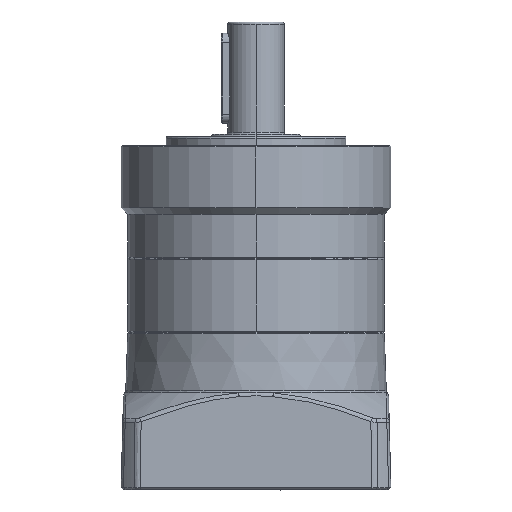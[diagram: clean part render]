
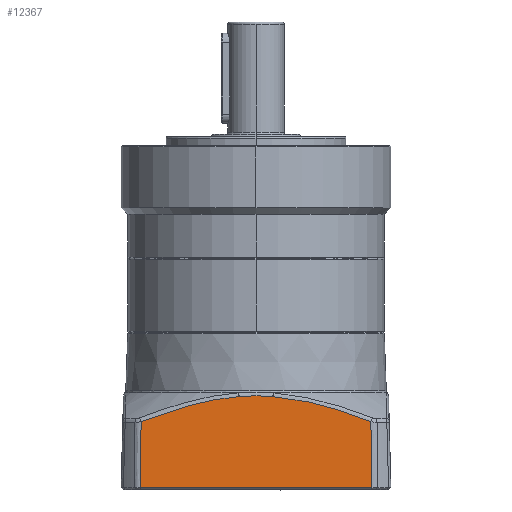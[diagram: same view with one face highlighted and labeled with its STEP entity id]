
A CAD part, left-side view. The second image highlights one B-rep face of the part: STEP entity #12367.
In plain terms, the highlighted face is planar.
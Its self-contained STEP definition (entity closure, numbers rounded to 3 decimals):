
#998 = ORIENTED_EDGE ( 'NONE', *, *, #22099, .T. ) ;
#1763 = CARTESIAN_POINT ( 'NONE',  ( 59.205, -7.212, -51.071 ) ) ;
#2020 = LINE ( 'NONE', #32430, #10980 ) ;
#2309 = CARTESIAN_POINT ( 'NONE',  ( 58.908, 4.11, -5.007 ) ) ;
#2408 = ORIENTED_EDGE ( 'NONE', *, *, #14477, .F. ) ;
#2882 = EDGE_LOOP ( 'NONE', ( #40983, #5201, #2408, #23342, #4579, #998 ) ) ;
#2979 = LINE ( 'NONE', #39610, #3025 ) ;
#3025 = VECTOR ( 'NONE', #39309, 1000. ) ;
#3265 = EDGE_CURVE ( 'NONE', #31977, #17975, #2020, .T. ) ;
#3370 = EDGE_CURVE ( 'NONE', #21448, #7118, #20910, .T. ) ;
#3487 = CARTESIAN_POINT ( 'NONE',  ( 58.904, 4.283, 2.508 ) ) ;
#4579 = ORIENTED_EDGE ( 'NONE', *, *, #12787, .T. ) ;
#5201 = ORIENTED_EDGE ( 'NONE', *, *, #13652, .F. ) ;
#5539 = DIRECTION ( 'NONE',  ( 0.026, -1., 0.01 ) ) ;
#5650 = CARTESIAN_POINT ( 'NONE',  ( 59.205, -7.212, 51.071 ) ) ;
#6001 = CARTESIAN_POINT ( 'NONE',  ( 59.205, -7.212, -51.071 ) ) ;
#6058 = CARTESIAN_POINT ( 'NONE',  ( 59.193, -6.777, -49.953 ) ) ;
#6094 = CARTESIAN_POINT ( 'NONE',  ( 59.179, -6.222, -48.51 ) ) ;
#6146 = CARTESIAN_POINT ( 'NONE',  ( 59.144, -4.907, -44.967 ) ) ;
#6211 = CARTESIAN_POINT ( 'NONE',  ( 59.124, -4.148, -42.867 ) ) ;
#6238 = CARTESIAN_POINT ( 'NONE',  ( 59.102, -3.309, -40.392 ) ) ;
#6291 = CARTESIAN_POINT ( 'NONE',  ( 59.102, -3.297, -40.358 ) ) ;
#6353 = CARTESIAN_POINT ( 'NONE',  ( 59.101, -3.272, -40.285 ) ) ;
#6385 = CARTESIAN_POINT ( 'NONE',  ( 59.1, -3.236, -40.177 ) ) ;
#6437 = CARTESIAN_POINT ( 'NONE',  ( 59.098, -3.151, -39.926 ) ) ;
#6576 = CARTESIAN_POINT ( 'NONE',  ( 59.094, -2.985, -39.429 ) ) ;
#6711 = CARTESIAN_POINT ( 'NONE',  ( 59.974, -36.615, -51.372 ) ) ;
#6857 = CARTESIAN_POINT ( 'NONE',  ( 59.085, -2.662, -38.457 ) ) ;
#6995 = CARTESIAN_POINT ( 'NONE',  ( 59.079, -2.404, -37.66 ) ) ;
#7118 = VERTEX_POINT ( 'NONE', #29303 ) ;
#7133 = CARTESIAN_POINT ( 'NONE',  ( 59.066, -1.909, -36.114 ) ) ;
#7253 = CARTESIAN_POINT ( 'NONE',  ( 59.058, -1.61, -35.149 ) ) ;
#7287 = CARTESIAN_POINT ( 'NONE',  ( 59.036, -0.797, -32.449 ) ) ;
#7393 = CARTESIAN_POINT ( 'NONE',  ( 59.025, -0.365, -30.912 ) ) ;
#7426 = CARTESIAN_POINT ( 'NONE',  ( 59.016, -0.021, -29.636 ) ) ;
#7537 = CARTESIAN_POINT ( 'NONE',  ( 59.016, -0.021, -29.634 ) ) ;
#7559 = CARTESIAN_POINT ( 'NONE',  ( 59.016, -0.019, -29.627 ) ) ;
#7678 = CARTESIAN_POINT ( 'NONE',  ( 59.016, -0.016, -29.616 ) ) ;
#7707 = CARTESIAN_POINT ( 'NONE',  ( 59.016, -0.009, -29.592 ) ) ;
#7819 = CARTESIAN_POINT ( 'NONE',  ( 59.016, 0.004, -29.541 ) ) ;
#7843 = CARTESIAN_POINT ( 'NONE',  ( 59.015, 0.032, -29.438 ) ) ;
#7961 = CARTESIAN_POINT ( 'NONE',  ( 59.013, 0.09, -29.222 ) ) ;
#8098 = CARTESIAN_POINT ( 'NONE',  ( 59.012, 0.143, -29.021 ) ) ;
#8122 = CARTESIAN_POINT ( 'NONE',  ( 59.009, 0.255, -28.597 ) ) ;
#8239 = CARTESIAN_POINT ( 'NONE',  ( 59.007, 0.336, -28.286 ) ) ;
#8271 = CARTESIAN_POINT ( 'NONE',  ( 59., 0.598, -27.266 ) ) ;
#8325 = CARTESIAN_POINT ( 'NONE',  ( 58.995, 0.797, -26.471 ) ) ;
#8377 = CARTESIAN_POINT ( 'NONE',  ( 58.978, 1.45, -23.736 ) ) ;
#8406 = CARTESIAN_POINT ( 'NONE',  ( 58.964, 1.961, -21.447 ) ) ;
#8459 = CARTESIAN_POINT ( 'NONE',  ( 58.951, 2.466, -18.665 ) ) ;
#8538 = CARTESIAN_POINT ( 'NONE',  ( 58.951, 2.468, -18.658 ) ) ;
#8592 = CARTESIAN_POINT ( 'NONE',  ( 58.951, 2.471, -18.641 ) ) ;
#8647 = CARTESIAN_POINT ( 'NONE',  ( 58.951, 2.476, -18.614 ) ) ;
#8672 = CARTESIAN_POINT ( 'NONE',  ( 58.951, 2.487, -18.552 ) ) ;
#8730 = CARTESIAN_POINT ( 'NONE',  ( 58.95, 2.509, -18.427 ) ) ;
#8796 = CARTESIAN_POINT ( 'NONE',  ( 58.949, 2.553, -18.18 ) ) ;
#8824 = CARTESIAN_POINT ( 'NONE',  ( 58.947, 2.64, -17.69 ) ) ;
#8886 = CARTESIAN_POINT ( 'NONE',  ( 58.942, 2.804, -16.726 ) ) ;
#8945 = CARTESIAN_POINT ( 'NONE',  ( 58.939, 2.931, -15.929 ) ) ;
#8978 = CARTESIAN_POINT ( 'NONE',  ( 58.933, 3.167, -14.374 ) ) ;
#9030 = CARTESIAN_POINT ( 'NONE',  ( 58.929, 3.303, -13.389 ) ) ;
#9085 = CARTESIAN_POINT ( 'NONE',  ( 58.92, 3.652, -10.594 ) ) ;
#9402 = CARTESIAN_POINT ( 'NONE',  ( 58.913, 3.919, -7.507 ) ) ;
#9475 = CARTESIAN_POINT ( 'NONE',  ( 59.974, -36.615, 51.372 ) ) ;
#10980 = VECTOR ( 'NONE', #32525, 1000. ) ;
#11221 = CARTESIAN_POINT ( 'NONE',  ( 58.916, 3.809, -8.942 ) ) ;
#12367 = ADVANCED_FACE ( 'NONE', ( #40974 ), #22542, .T. ) ;
#12787 = EDGE_CURVE ( 'NONE', #21448, #31859, #32651, .T. ) ;
#13188 = VERTEX_POINT ( 'NONE', #34405 ) ;
#13652 = EDGE_CURVE ( 'NONE', #13188, #17975, #17113, .T. ) ;
#14477 = EDGE_CURVE ( 'NONE', #7118, #13188, #32787, .T. ) ;
#14986 = CARTESIAN_POINT ( 'NONE',  ( 58.913, 3.919, 7.507 ) ) ;
#17113 = B_SPLINE_CURVE_WITH_KNOTS ( 'NONE', 3,
 ( #9402, #11221, #9085, #9030, #8978, #8945, #8886, #8824, #8796, #8730, #8672, #8647, #8592, #8538, #8459, #8406, #8377, #8325, #8271, #8239, #8122, #8098, #7961, #7843, #7819, #7707, #7678, #7559, #7537, #7426, #7393, #7287, #7253, #7133, #6995, #6857, #6576, #6437, #6385, #6353, #6291, #6238, #6211, #6146, #6094, #6058, #6001 ),
 .UNSPECIFIED., .F., .F.,
 ( 4, 2, 2, 1, 1, 1, 1, 1, 1, 2, 2, 2, 2, 2, 1, 1, 1, 1, 1, 2, 2, 2, 2, 1, 1, 1, 1, 2, 2, 2, 4 ),
 ( 0., 0.125, 0.187, 0.219, 0.234, 0.242, 0.246, 0.248, 0.249, 0.25, 0.25, 0.375, 0.437, 0.469, 0.484, 0.492, 0.496, 0.498, 0.499, 0.5, 0.5, 0.625, 0.687, 0.719, 0.734, 0.742, 0.746, 0.748, 0.75, 0.875, 1. ),
 .UNSPECIFIED. ) ;
#17975 = VERTEX_POINT ( 'NONE', #1763 ) ;
#19839 = CARTESIAN_POINT ( 'NONE',  ( 58.908, 4.11, 5.008 ) ) ;
#20463 = CARTESIAN_POINT ( 'NONE',  ( 59.205, -7.212, 51.071 ) ) ;
#20910 = B_SPLINE_CURVE_WITH_KNOTS ( 'NONE', 3,
 ( #30933, #30893, #30855, #30810, #30770, #30759 ),
 .UNSPECIFIED., .F., .F.,
 ( 4, 2, 4 ),
 ( 0., 0.5, 1. ),
 .UNSPECIFIED. ) ;
#21108 = DIRECTION ( 'NONE',  ( -0.026, 1., 0. ) ) ;
#21166 = DIRECTION ( 'NONE',  ( 1., 0.026, 0. ) ) ;
#21448 = VERTEX_POINT ( 'NONE', #20463 ) ;
#22099 = EDGE_CURVE ( 'NONE', #31859, #31977, #2979, .T. ) ;
#22542 = PLANE ( 'NONE',  #23198 ) ;
#22674 = CARTESIAN_POINT ( 'NONE',  ( 60., -37.59, 60. ) ) ;
#23198 = AXIS2_PLACEMENT_3D ( 'NONE', #22674, #21166, #21108 ) ;
#23342 = ORIENTED_EDGE ( 'NONE', *, *, #3370, .F. ) ;
#25349 = CARTESIAN_POINT ( 'NONE',  ( 58.913, 3.919, -7.507 ) ) ;
#26445 = CARTESIAN_POINT ( 'NONE',  ( 58.904, 4.283, -2.507 ) ) ;
#29303 = CARTESIAN_POINT ( 'NONE',  ( 58.913, 3.919, 7.507 ) ) ;
#30759 = CARTESIAN_POINT ( 'NONE',  ( 58.913, 3.919, 7.507 ) ) ;
#30770 = CARTESIAN_POINT ( 'NONE',  ( 58.928, 3.342, 15.032 ) ) ;
#30810 = CARTESIAN_POINT ( 'NONE',  ( 58.965, 1.918, 22.389 ) ) ;
#30855 = CARTESIAN_POINT ( 'NONE',  ( 59.068, -1.996, 36.891 ) ) ;
#30893 = CARTESIAN_POINT ( 'NONE',  ( 59.133, -4.486, 44.062 ) ) ;
#30933 = CARTESIAN_POINT ( 'NONE',  ( 59.205, -7.212, 51.071 ) ) ;
#31859 = VERTEX_POINT ( 'NONE', #9475 ) ;
#31977 = VERTEX_POINT ( 'NONE', #6711 ) ;
#32333 = VECTOR ( 'NONE', #5539, 1000. ) ;
#32430 = CARTESIAN_POINT ( 'NONE',  ( 59.974, -36.615, -51.372 ) ) ;
#32525 = DIRECTION ( 'NONE',  ( -0.026, 1., 0.01 ) ) ;
#32651 = LINE ( 'NONE', #5650, #32333 ) ;
#32787 = B_SPLINE_CURVE_WITH_KNOTS ( 'NONE', 3,
 ( #14986, #19839, #3487, #26445, #2309, #25349 ),
 .UNSPECIFIED., .F., .F.,
 ( 4, 2, 4 ),
 ( 0., 0.5, 1. ),
 .UNSPECIFIED. ) ;
#34405 = CARTESIAN_POINT ( 'NONE',  ( 58.913, 3.919, -7.507 ) ) ;
#39309 = DIRECTION ( 'NONE',  ( 0., 0., -1. ) ) ;
#39610 = CARTESIAN_POINT ( 'NONE',  ( 59.974, -36.615, 60. ) ) ;
#40974 = FACE_OUTER_BOUND ( 'NONE', #2882, .T. ) ;
#40983 = ORIENTED_EDGE ( 'NONE', *, *, #3265, .T. ) ;
